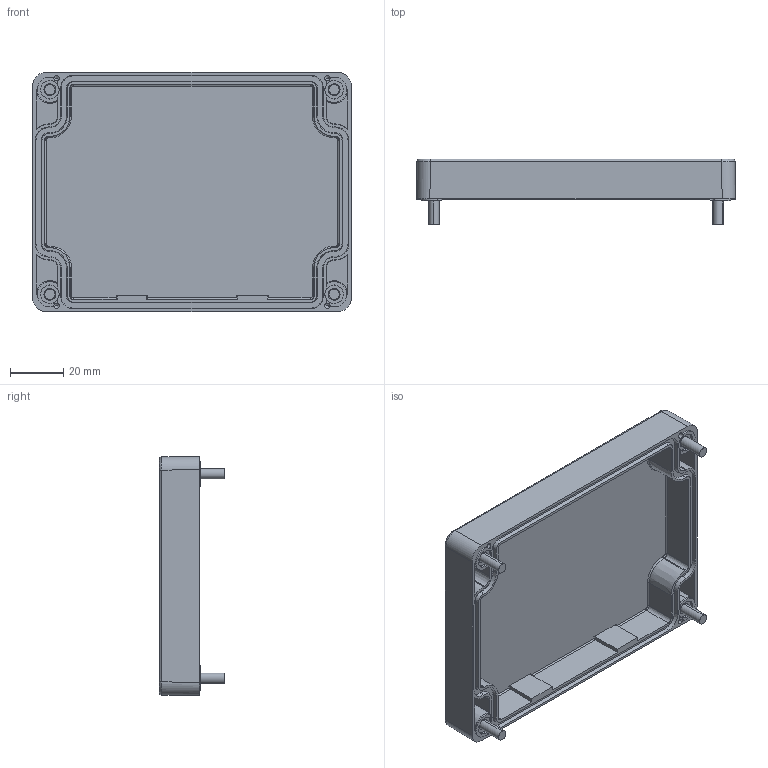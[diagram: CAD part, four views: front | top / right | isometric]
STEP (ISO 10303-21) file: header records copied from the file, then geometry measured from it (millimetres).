
FILE_DESCRIPTION (( 'STEP AP214' ), '1' );
FILE_NAME ('1554F_Lid.STEP', '2017-02-19T17:20:40', ( '' ), ( '' ), 'SwSTEP 2.0', 'SolidWorks 2016', '' );
FILE_SCHEMA (( 'AUTOMOTIVE_DESIGN' ));
Length unit declared in the file: metre
Products named in the file (4): SC576 (screw M4-0.7X 20mm PN)_1; 1554F-G GASKET_1; 1554F-G Lid_1; 1554F_Lid
Assembly tree (6 placements, depth 2):
  1554F_Lid
    1554F-G Lid_1
    1554F-G GASKET_1
    SC576 (screw M4-0.7X 20mm PN)_1  x4
Bounding box: 120 x 24.6 x 90 mm (x, y, z)
Volume: 57005 mm3; surface area: 40661.3 mm2
Topology: 6 solids, 6 shells, 532 faces, 1334 edges, 833 vertices
Faces by surface type: plane 197, cone 119, cylinder 118, bspline 98
Entity records: 14963 total; most frequent: CARTESIAN_POINT 4924, ORIENTED_EDGE 2112, DIRECTION 2058, EDGE_CURVE 1056, AXIS2_PLACEMENT_3D 778, VERTEX_POINT 656, VECTOR 502, LINE 502
